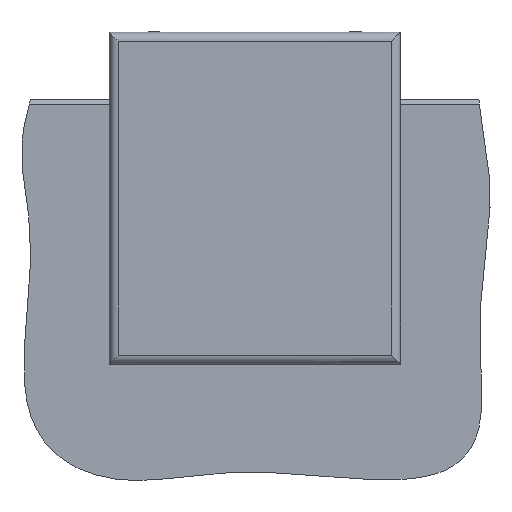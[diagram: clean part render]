
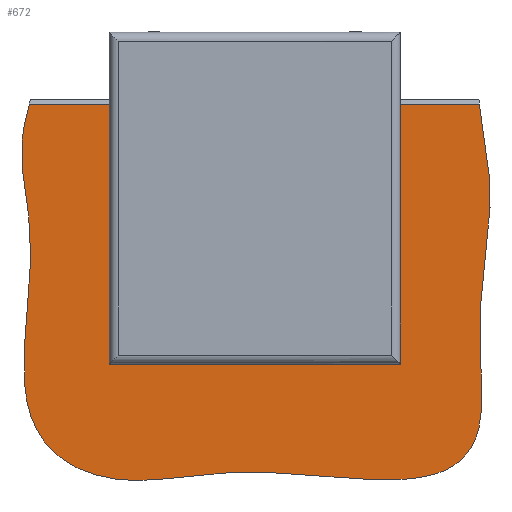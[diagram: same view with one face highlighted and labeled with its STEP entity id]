
A CAD part, left-side view. The second image highlights one B-rep face of the part: STEP entity #672.
In plain terms, the highlighted planar face has unit normal (-1, 0, 0).
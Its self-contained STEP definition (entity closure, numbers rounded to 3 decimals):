
#63 = EDGE_CURVE ( 'NONE', #1685, #1200, #3520, .T. ) ;
#64 = DIRECTION ( 'NONE',  ( 0., 0., -1. ) ) ;
#96 = CARTESIAN_POINT ( 'NONE',  ( -4., 28.64, -88.661 ) ) ;
#162 = CARTESIAN_POINT ( 'NONE',  ( -4., 50.301, -1. ) ) ;
#184 = ORIENTED_EDGE ( 'NONE', *, *, #2019, .T. ) ;
#199 = CARTESIAN_POINT ( 'NONE',  ( -4., 17.5, -35. ) ) ;
#316 = DIRECTION ( 'NONE',  ( 0., 0., -1. ) ) ;
#379 = AXIS2_PLACEMENT_3D ( 'NONE', #1754, #3068, #1662 ) ;
#516 = CARTESIAN_POINT ( 'NONE',  ( -4., 55.622, -76.216 ) ) ;
#569 = ORIENTED_EDGE ( 'NONE', *, *, #4319, .T. ) ;
#672 = ADVANCED_FACE ( 'NONE', ( #676, #4510, #1723 ), #3108, .F. ) ;
#676 = FACE_OUTER_BOUND ( 'NONE', #2270, .T. ) ;
#824 = CARTESIAN_POINT ( 'NONE',  ( -4., -54.549, -19.598 ) ) ;
#847 = CIRCLE ( 'NONE', #1203, 8. ) ;
#910 = CARTESIAN_POINT ( 'NONE',  ( -4., 7.752, -81.02 ) ) ;
#1200 = VERTEX_POINT ( 'NONE', #2658 ) ;
#1203 = AXIS2_PLACEMENT_3D ( 'NONE', #3626, #3321, #1230 ) ;
#1230 = DIRECTION ( 'NONE',  ( 0., 0., -1. ) ) ;
#1292 = ORIENTED_EDGE ( 'NONE', *, *, #3638, .T. ) ;
#1318 = CARTESIAN_POINT ( 'NONE',  ( -4., 5.765, -1. ) ) ;
#1380 = CARTESIAN_POINT ( 'NONE',  ( -4., 5.765, -83.247 ) ) ;
#1544 = CARTESIAN_POINT ( 'NONE',  ( -4., 54.64, -15.91 ) ) ;
#1558 = AXIS2_PLACEMENT_3D ( 'NONE', #199, #1607, #2649 ) ;
#1572 = AXIS2_PLACEMENT_3D ( 'NONE', #3523, #4219, #64 ) ;
#1607 = DIRECTION ( 'NONE',  ( 1., 0., 0. ) ) ;
#1628 = AXIS2_PLACEMENT_3D ( 'NONE', #1380, #3446, #316 ) ;
#1646 = ORIENTED_EDGE ( 'NONE', *, *, #2960, .T. ) ;
#1662 = DIRECTION ( 'NONE',  ( 0., 0., -1. ) ) ;
#1685 = VERTEX_POINT ( 'NONE', #4442 ) ;
#1723 = FACE_BOUND ( 'NONE', #4466, .T. ) ;
#1754 = CARTESIAN_POINT ( 'NONE',  ( -4., 17.5, -35. ) ) ;
#1955 = VERTEX_POINT ( 'NONE', #4081 ) ;
#2019 = EDGE_CURVE ( 'NONE', #1200, #1685, #4329, .T. ) ;
#2270 = EDGE_LOOP ( 'NONE', ( #2779, #569 ) ) ;
#2547 = CARTESIAN_POINT ( 'NONE',  ( -4., -48.836, -45.002 ) ) ;
#2628 = CARTESIAN_POINT ( 'NONE',  ( -4., -52.956, -80.302 ) ) ;
#2649 = DIRECTION ( 'NONE',  ( 0., 0., -1. ) ) ;
#2658 = CARTESIAN_POINT ( 'NONE',  ( -4., 17.5, -27. ) ) ;
#2779 = ORIENTED_EDGE ( 'NONE', *, *, #3355, .F. ) ;
#2886 = VECTOR ( 'NONE', #3730, 1000. ) ;
#2954 = CARTESIAN_POINT ( 'NONE',  ( -4., -50.082, -1. ) ) ;
#2960 = EDGE_CURVE ( 'NONE', #3557, #3378, #847, .T. ) ;
#3068 = DIRECTION ( 'NONE',  ( 1., 0., 0. ) ) ;
#3108 = PLANE ( 'NONE',  #1628 ) ;
#3233 = CARTESIAN_POINT ( 'NONE',  ( -4., 50.301, -1. ) ) ;
#3275 = CARTESIAN_POINT ( 'NONE',  ( -4., -50.965, -11.036 ) ) ;
#3321 = DIRECTION ( 'NONE',  ( 1., 0., 0. ) ) ;
#3355 = EDGE_CURVE ( 'NONE', #1955, #3434, #3881, .T. ) ;
#3378 = VERTEX_POINT ( 'NONE', #3689 ) ;
#3408 = CARTESIAN_POINT ( 'NONE',  ( -4., -17.5, -43. ) ) ;
#3434 = VERTEX_POINT ( 'NONE', #162 ) ;
#3446 = DIRECTION ( 'NONE',  ( 1., 0., 0. ) ) ;
#3460 = CIRCLE ( 'NONE', #1572, 8. ) ;
#3473 = ORIENTED_EDGE ( 'NONE', *, *, #63, .T. ) ;
#3520 = CIRCLE ( 'NONE', #1558, 8. ) ;
#3523 = CARTESIAN_POINT ( 'NONE',  ( -4., -17.5, -35. ) ) ;
#3557 = VERTEX_POINT ( 'NONE', #3408 ) ;
#3601 = CARTESIAN_POINT ( 'NONE',  ( -4., -35.886, -86.77 ) ) ;
#3626 = CARTESIAN_POINT ( 'NONE',  ( -4., -17.5, -35. ) ) ;
#3638 = EDGE_CURVE ( 'NONE', #3378, #3557, #3460, .T. ) ;
#3689 = CARTESIAN_POINT ( 'NONE',  ( -4., -17.5, -27. ) ) ;
#3710 = LINE ( 'NONE', #1318, #2886 ) ;
#3730 = DIRECTION ( 'NONE',  ( 0., 1., 0. ) ) ;
#3881 = B_SPLINE_CURVE_WITH_KNOTS ( 'NONE', 3,
 ( #2954, #3275, #824, #2547, #2628, #3601, #910, #96, #516, #3996, #1544, #3233 ),
 .UNSPECIFIED., .F., .F.,
 ( 4, 1, 1, 1, 1, 1, 1, 1, 1, 4 ),
 ( 0.004, 0.138, 0.232, 0.297, 0.402, 0.471, 0.605, 0.737, 0.83, 0.996 ),
 .UNSPECIFIED. ) ;
#3996 = CARTESIAN_POINT ( 'NONE',  ( -4., 46.451, -22.978 ) ) ;
#4081 = CARTESIAN_POINT ( 'NONE',  ( -4., -50.082, -1. ) ) ;
#4219 = DIRECTION ( 'NONE',  ( 1., 0., 0. ) ) ;
#4319 = EDGE_CURVE ( 'NONE', #1955, #3434, #3710, .T. ) ;
#4329 = CIRCLE ( 'NONE', #379, 8. ) ;
#4377 = EDGE_LOOP ( 'NONE', ( #184, #3473 ) ) ;
#4442 = CARTESIAN_POINT ( 'NONE',  ( -4., 17.5, -43. ) ) ;
#4466 = EDGE_LOOP ( 'NONE', ( #1292, #1646 ) ) ;
#4510 = FACE_BOUND ( 'NONE', #4377, .T. ) ;
